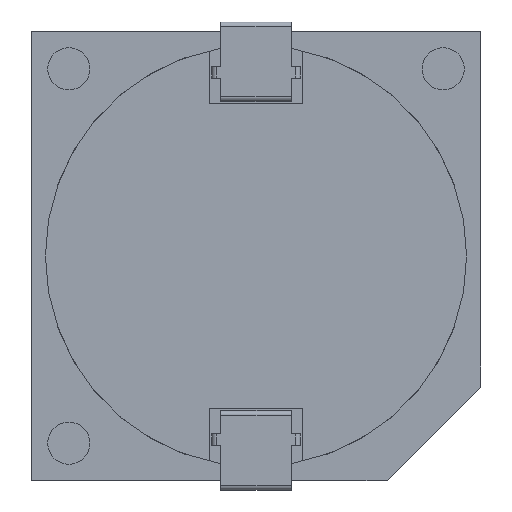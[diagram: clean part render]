
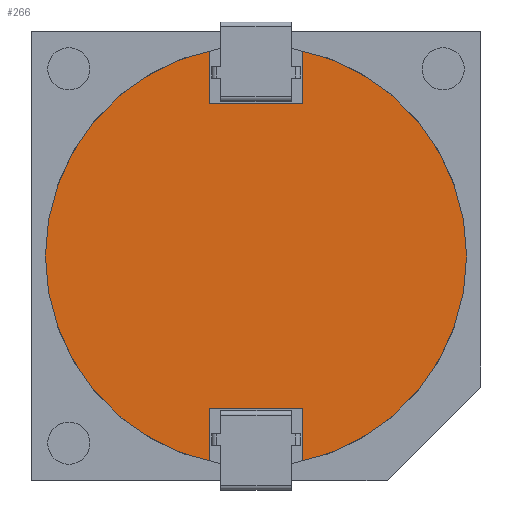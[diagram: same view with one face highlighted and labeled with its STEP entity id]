
A CAD part, front view. The second image highlights one B-rep face of the part: STEP entity #266.
In plain terms, the highlighted planar face has unit normal (0, -1, 0).
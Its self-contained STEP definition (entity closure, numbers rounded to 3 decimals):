
#41 = VECTOR ( 'NONE', #2808, 1000. ) ;
#89 = VECTOR ( 'NONE', #1885, 1000. ) ;
#140 = EDGE_CURVE ( 'NONE', #605, #2765, #2947, .T. ) ;
#210 = DIRECTION ( 'NONE',  ( 0., 0., 1. ) ) ;
#223 = VERTEX_POINT ( 'NONE', #2631 ) ;
#266 = ADVANCED_FACE ( 'NONE', ( #725 ), #3526, .F. ) ;
#285 = CARTESIAN_POINT ( 'NONE',  ( -1., 0.25, -3.25 ) ) ;
#326 = EDGE_CURVE ( 'NONE', #1361, #3709, #4007, .T. ) ;
#454 = EDGE_CURVE ( 'NONE', #3144, #1361, #1057, .T. ) ;
#505 = EDGE_CURVE ( 'NONE', #2765, #1955, #1527, .T. ) ;
#539 = VERTEX_POINT ( 'NONE', #285 ) ;
#568 = VECTOR ( 'NONE', #2027, 1000. ) ;
#605 = VERTEX_POINT ( 'NONE', #1340 ) ;
#620 = EDGE_CURVE ( 'NONE', #539, #3144, #2649, .T. ) ;
#680 = CARTESIAN_POINT ( 'NONE',  ( 0., 0.25, 0. ) ) ;
#725 = FACE_OUTER_BOUND ( 'NONE', #3503, .T. ) ;
#913 = LINE ( 'NONE', #1165, #41 ) ;
#1005 = VECTOR ( 'NONE', #1635, 1000. ) ;
#1047 = ORIENTED_EDGE ( 'NONE', *, *, #620, .F. ) ;
#1057 = CIRCLE ( 'NONE', #3610, 4.5 ) ;
#1165 = CARTESIAN_POINT ( 'NONE',  ( 1., 0.25, 4.387 ) ) ;
#1335 = AXIS2_PLACEMENT_3D ( 'NONE', #2118, #2409, #210 ) ;
#1340 = CARTESIAN_POINT ( 'NONE',  ( 1., 0.25, 4.387 ) ) ;
#1361 = VERTEX_POINT ( 'NONE', #2942 ) ;
#1386 = DIRECTION ( 'NONE',  ( 0., 0., -1. ) ) ;
#1490 = LINE ( 'NONE', #2178, #2651 ) ;
#1510 = CARTESIAN_POINT ( 'NONE',  ( 0., 0.25, 0. ) ) ;
#1527 = LINE ( 'NONE', #3413, #89 ) ;
#1602 = EDGE_CURVE ( 'NONE', #223, #605, #913, .T. ) ;
#1635 = DIRECTION ( 'NONE',  ( 0., 0., -1. ) ) ;
#1675 = AXIS2_PLACEMENT_3D ( 'NONE', #680, #2332, #1697 ) ;
#1697 = DIRECTION ( 'NONE',  ( 0., 0., 1. ) ) ;
#1849 = DIRECTION ( 'NONE',  ( 0., 0., 1. ) ) ;
#1870 = CARTESIAN_POINT ( 'NONE',  ( 1., 0.25, -4.387 ) ) ;
#1885 = DIRECTION ( 'NONE',  ( 0., 0., 1. ) ) ;
#1955 = VERTEX_POINT ( 'NONE', #3598 ) ;
#2027 = DIRECTION ( 'NONE',  ( -1., 0., 0. ) ) ;
#2072 = CARTESIAN_POINT ( 'NONE',  ( 1., 0.25, -3.25 ) ) ;
#2118 = CARTESIAN_POINT ( 'NONE',  ( 0., 0.25, 0. ) ) ;
#2147 = DIRECTION ( 'NONE',  ( 0., 1., 0. ) ) ;
#2150 = ORIENTED_EDGE ( 'NONE', *, *, #326, .F. ) ;
#2171 = ORIENTED_EDGE ( 'NONE', *, *, #140, .F. ) ;
#2178 = CARTESIAN_POINT ( 'NONE',  ( 1., 0.25, 3.25 ) ) ;
#2185 = EDGE_CURVE ( 'NONE', #1955, #539, #3894, .T. ) ;
#2197 = ORIENTED_EDGE ( 'NONE', *, *, #3399, .F. ) ;
#2199 = DIRECTION ( 'NONE',  ( 1., 0., 0. ) ) ;
#2278 = CARTESIAN_POINT ( 'NONE',  ( -1., 0.25, -4.387 ) ) ;
#2332 = DIRECTION ( 'NONE',  ( 0., 1., 0. ) ) ;
#2409 = DIRECTION ( 'NONE',  ( 0., 1., 0. ) ) ;
#2479 = VECTOR ( 'NONE', #1386, 1000. ) ;
#2538 = ORIENTED_EDGE ( 'NONE', *, *, #2185, .F. ) ;
#2580 = CARTESIAN_POINT ( 'NONE',  ( -1., 0.25, 3.25 ) ) ;
#2631 = CARTESIAN_POINT ( 'NONE',  ( 1., 0.25, 3.25 ) ) ;
#2649 = LINE ( 'NONE', #2278, #1005 ) ;
#2651 = VECTOR ( 'NONE', #2199, 1000. ) ;
#2765 = VERTEX_POINT ( 'NONE', #1870 ) ;
#2778 = ORIENTED_EDGE ( 'NONE', *, *, #505, .F. ) ;
#2808 = DIRECTION ( 'NONE',  ( 0., 0., 1. ) ) ;
#2942 = CARTESIAN_POINT ( 'NONE',  ( -1., 0.25, 4.387 ) ) ;
#2947 = CIRCLE ( 'NONE', #1335, 4.5 ) ;
#3144 = VERTEX_POINT ( 'NONE', #3346 ) ;
#3150 = ORIENTED_EDGE ( 'NONE', *, *, #1602, .F. ) ;
#3346 = CARTESIAN_POINT ( 'NONE',  ( -1., 0.25, -4.387 ) ) ;
#3399 = EDGE_CURVE ( 'NONE', #3709, #223, #1490, .T. ) ;
#3413 = CARTESIAN_POINT ( 'NONE',  ( 1., 0.25, -4.387 ) ) ;
#3503 = EDGE_LOOP ( 'NONE', ( #3563, #1047, #2538, #2778, #2171, #3150, #2197, #2150 ) ) ;
#3526 = PLANE ( 'NONE',  #1675 ) ;
#3563 = ORIENTED_EDGE ( 'NONE', *, *, #454, .F. ) ;
#3598 = CARTESIAN_POINT ( 'NONE',  ( 1., 0.25, -3.25 ) ) ;
#3610 = AXIS2_PLACEMENT_3D ( 'NONE', #1510, #2147, #1849 ) ;
#3627 = CARTESIAN_POINT ( 'NONE',  ( -1., 0.25, 4.387 ) ) ;
#3709 = VERTEX_POINT ( 'NONE', #2580 ) ;
#3894 = LINE ( 'NONE', #2072, #568 ) ;
#4007 = LINE ( 'NONE', #3627, #2479 ) ;
